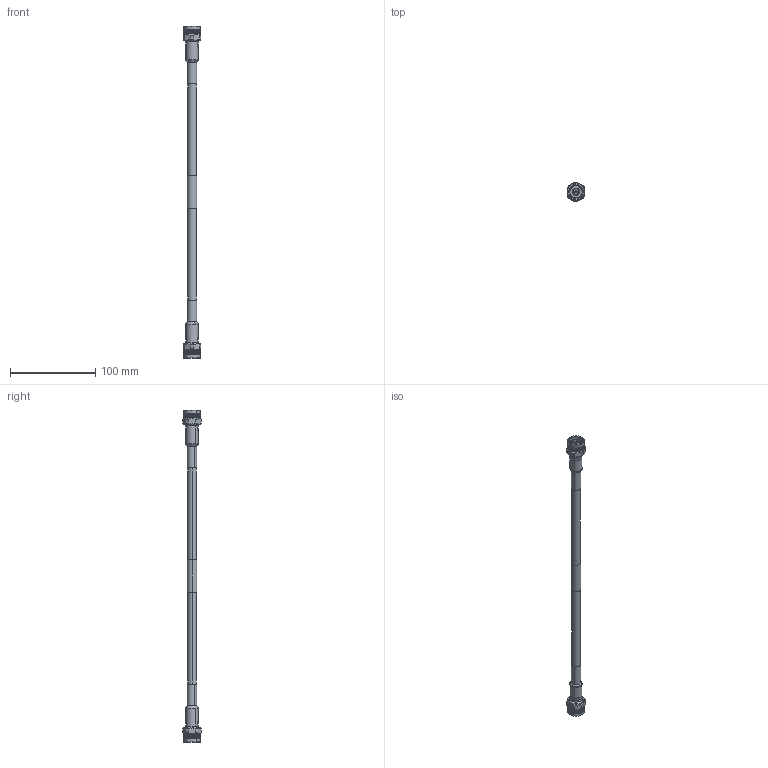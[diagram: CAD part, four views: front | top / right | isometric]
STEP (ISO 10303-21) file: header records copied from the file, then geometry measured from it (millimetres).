
FILE_DESCRIPTION (( 'STEP AP214' ), '1' );
FILE_NAME ('FMC0101405_3D.step', '2025-02-11T17:14:46', ( '' ), ( '' ), 'SwSTEP 2.0', 'SolidWorks 2022', '' );
FILE_SCHEMA (( 'AUTOMOTIVE_DESIGN' ));
Length unit declared in the file: inch
Products named in the file (3): FMC0101405_3D; TC-400-NMH-X_3D^FMC0101405; Coax Cable^FMC0101405_LMR-400
Assembly tree (3 placements, depth 2):
  FMC0101405_3D
    Coax Cable^FMC0101405_LMR-400
    TC-400-NMH-X_3D^FMC0101405  x2
Bounding box: 20.62 x 22.22 x 390.33 mm (x, y, z)
Volume: 45355.5 mm3; surface area: 23303 mm2
Topology: 7 solids, 7 shells, 4580 faces, 9990 edges, 5440 vertices
Faces by surface type: bspline 3378, cylinder 1012, plane 112, cone 74, torus 4
Entity records: 83733 total; most frequent: CARTESIAN_POINT 52355, ORIENTED_EDGE 10008, EDGE_CURVE 5004, VERTEX_POINT 2726, EDGE_LOOP 2306, FACE_OUTER_BOUND 2295, ADVANCED_FACE 2295, B_SPLINE_CURVE_WITH_KNOTS 2173
